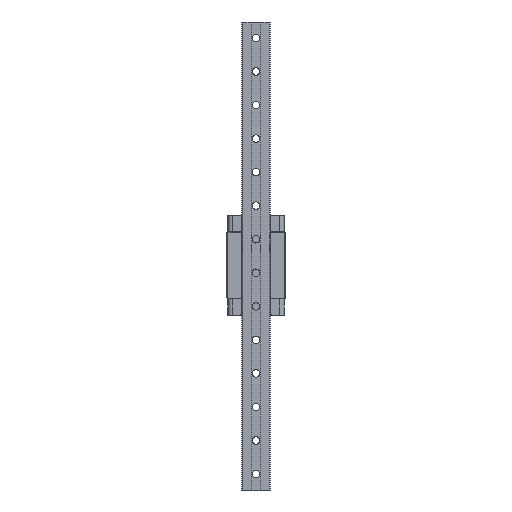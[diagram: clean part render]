
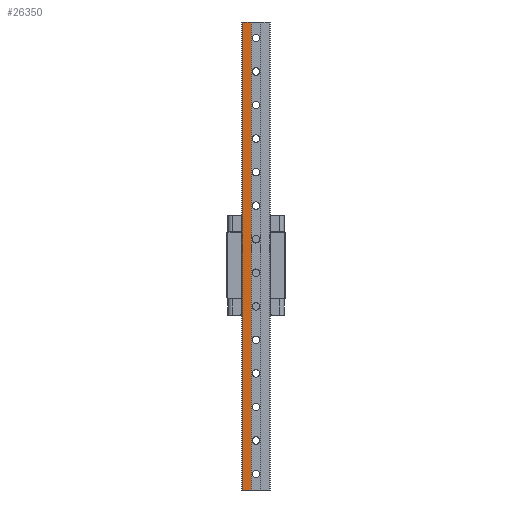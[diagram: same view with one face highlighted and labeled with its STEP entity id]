
A CAD part, front view. The second image highlights one B-rep face of the part: STEP entity #26350.
In plain terms, the highlighted face is planar.
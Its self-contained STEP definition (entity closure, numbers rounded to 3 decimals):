
#1941 = EDGE_CURVE ( 'NONE', #17783, #28075, #18146, .T. ) ;
#2052 = LINE ( 'NONE', #18892, #25125 ) ;
#2342 = VERTEX_POINT ( 'NONE', #17891 ) ;
#2828 = ORIENTED_EDGE ( 'NONE', *, *, #16517, .F. ) ;
#2966 = CARTESIAN_POINT ( 'NONE',  ( 15.6, 0., 0. ) ) ;
#3058 = ORIENTED_EDGE ( 'NONE', *, *, #22271, .T. ) ;
#3593 = ORIENTED_EDGE ( 'NONE', *, *, #1941, .T. ) ;
#3911 = ORIENTED_EDGE ( 'NONE', *, *, #28539, .T. ) ;
#4873 = CARTESIAN_POINT ( 'NONE',  ( 0., 0., -279. ) ) ;
#5360 = DIRECTION ( 'NONE',  ( 0., 0., -1. ) ) ;
#5509 = DIRECTION ( 'NONE',  ( -1., 0., 0. ) ) ;
#7307 = CARTESIAN_POINT ( 'NONE',  ( -17., 0., 0. ) ) ;
#9192 = CARTESIAN_POINT ( 'NONE',  ( 15.6, 0., 279. ) ) ;
#10679 = LINE ( 'NONE', #4873, #15890 ) ;
#11015 = CARTESIAN_POINT ( 'NONE',  ( 5.9, 0., 0. ) ) ;
#11609 = CARTESIAN_POINT ( 'NONE',  ( 15.6, 0., -279. ) ) ;
#11874 = DIRECTION ( 'NONE',  ( 0., 0., 1. ) ) ;
#12223 = VECTOR ( 'NONE', #5360, 1000. ) ;
#15033 = VECTOR ( 'NONE', #28972, 1000. ) ;
#15890 = VECTOR ( 'NONE', #18288, 1000. ) ;
#16517 = EDGE_CURVE ( 'NONE', #17783, #17989, #2052, .T. ) ;
#17783 = VERTEX_POINT ( 'NONE', #9192 ) ;
#17891 = CARTESIAN_POINT ( 'NONE',  ( 5.9, 0., -279. ) ) ;
#17989 = VERTEX_POINT ( 'NONE', #25661 ) ;
#18146 = LINE ( 'NONE', #2966, #12223 ) ;
#18288 = DIRECTION ( 'NONE',  ( -1., 0., 0. ) ) ;
#18892 = CARTESIAN_POINT ( 'NONE',  ( 0., 0., 279. ) ) ;
#20691 = PLANE ( 'NONE',  #28628 ) ;
#21638 = LINE ( 'NONE', #11015, #15033 ) ;
#22271 = EDGE_CURVE ( 'NONE', #28075, #2342, #10679, .T. ) ;
#24109 = FACE_OUTER_BOUND ( 'NONE', #26012, .T. ) ;
#25125 = VECTOR ( 'NONE', #5509, 1000. ) ;
#25131 = DIRECTION ( 'NONE',  ( 0., 1., 0. ) ) ;
#25661 = CARTESIAN_POINT ( 'NONE',  ( 5.9, 0., 279. ) ) ;
#26012 = EDGE_LOOP ( 'NONE', ( #3593, #3058, #3911, #2828 ) ) ;
#26350 = ADVANCED_FACE ( 'NONE', ( #24109 ), #20691, .T. ) ;
#28075 = VERTEX_POINT ( 'NONE', #11609 ) ;
#28539 = EDGE_CURVE ( 'NONE', #2342, #17989, #21638, .T. ) ;
#28628 = AXIS2_PLACEMENT_3D ( 'NONE', #7307, #25131, #11874 ) ;
#28972 = DIRECTION ( 'NONE',  ( 0., 0., 1. ) ) ;
